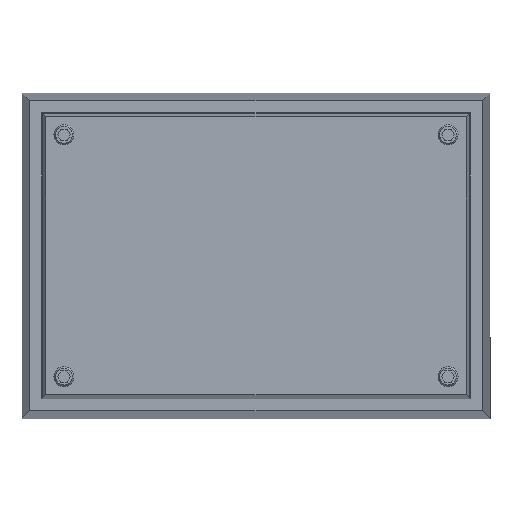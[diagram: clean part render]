
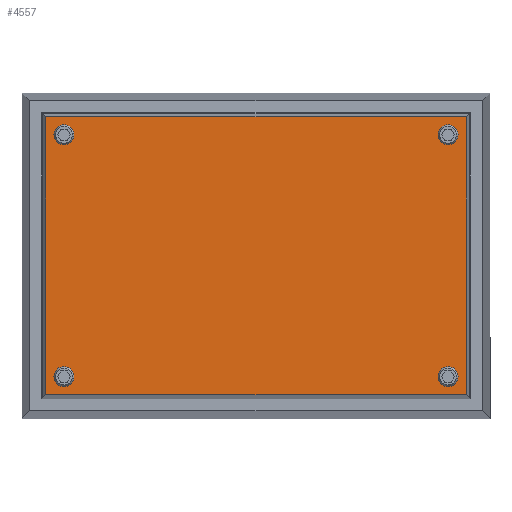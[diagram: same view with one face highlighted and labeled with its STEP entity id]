
A CAD part, top view. The second image highlights one B-rep face of the part: STEP entity #4557.
In plain terms, the highlighted planar face has unit normal (0, 0, 1).
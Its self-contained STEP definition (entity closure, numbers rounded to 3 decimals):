
#225 = EDGE_CURVE ( 'NONE', #2851, #11098, #19316, .T. ) ;
#243 = CARTESIAN_POINT ( 'NONE',  ( 285.003, 15.003, 0. ) ) ;
#888 = DIRECTION ( 'NONE',  ( 0., -1., 0. ) ) ;
#1068 = EDGE_CURVE ( 'NONE', #14331, #9931, #13112, .T. ) ;
#1431 = CARTESIAN_POINT ( 'NONE',  ( 17.747, 184.997, 0. ) ) ;
#1469 = VERTEX_POINT ( 'NONE', #11413 ) ;
#1591 = AXIS2_PLACEMENT_3D ( 'NONE', #13109, #15175, #5388 ) ;
#2106 = ORIENTED_EDGE ( 'NONE', *, *, #25034, .F. ) ;
#2131 = EDGE_CURVE ( 'NONE', #19019, #22176, #20596, .T. ) ;
#2191 = VECTOR ( 'NONE', #19843, 1000. ) ;
#2552 = CARTESIAN_POINT ( 'NONE',  ( 14.997, 15.003, 0. ) ) ;
#2707 = VERTEX_POINT ( 'NONE', #17983 ) ;
#2851 = VERTEX_POINT ( 'NONE', #1431 ) ;
#2982 = CARTESIAN_POINT ( 'NONE',  ( 2.292, 197.708, 0. ) ) ;
#3497 = DIRECTION ( 'NONE',  ( 0., 0., 1. ) ) ;
#3520 = EDGE_CURVE ( 'NONE', #4206, #2707, #14401, .T. ) ;
#3759 = CARTESIAN_POINT ( 'NONE',  ( 0., 0., 0. ) ) ;
#4132 = LINE ( 'NONE', #11997, #2191 ) ;
#4206 = VERTEX_POINT ( 'NONE', #20590 ) ;
#4224 = CARTESIAN_POINT ( 'NONE',  ( 297.708, 197.708, 0. ) ) ;
#4409 = CARTESIAN_POINT ( 'NONE',  ( 285.003, 184.997, 0. ) ) ;
#4557 = ADVANCED_FACE ( 'NONE', ( #13298, #24788, #9446, #15109, #21413 ), #21285, .F. ) ;
#4613 = AXIS2_PLACEMENT_3D ( 'NONE', #13668, #15347, #5430 ) ;
#4693 = EDGE_LOOP ( 'NONE', ( #8504, #13656 ) ) ;
#4734 = CIRCLE ( 'NONE', #17913, 2.75 ) ;
#5064 = VECTOR ( 'NONE', #11188, 1000. ) ;
#5240 = ORIENTED_EDGE ( 'NONE', *, *, #2131, .T. ) ;
#5323 = CARTESIAN_POINT ( 'NONE',  ( 14.997, 184.997, 0. ) ) ;
#5380 = LINE ( 'NONE', #24835, #5064 ) ;
#5388 = DIRECTION ( 'NONE',  ( 1., 0., 0. ) ) ;
#5430 = DIRECTION ( 'NONE',  ( 1., 0., 0. ) ) ;
#5673 = VERTEX_POINT ( 'NONE', #7099 ) ;
#5808 = CARTESIAN_POINT ( 'NONE',  ( 12.247, 184.997, 0. ) ) ;
#5977 = DIRECTION ( 'NONE',  ( 1., 0., 0. ) ) ;
#6659 = EDGE_CURVE ( 'NONE', #9931, #14331, #24463, .T. ) ;
#6902 = CARTESIAN_POINT ( 'NONE',  ( 2.292, 2.292, 0. ) ) ;
#7099 = CARTESIAN_POINT ( 'NONE',  ( 287.753, 15.003, 0. ) ) ;
#7570 = CIRCLE ( 'NONE', #15818, 2.75 ) ;
#8081 = DIRECTION ( 'NONE',  ( 0., 0., 1. ) ) ;
#8465 = DIRECTION ( 'NONE',  ( 1., 0., 0. ) ) ;
#8504 = ORIENTED_EDGE ( 'NONE', *, *, #3520, .F. ) ;
#8921 = ORIENTED_EDGE ( 'NONE', *, *, #16865, .T. ) ;
#9003 = VERTEX_POINT ( 'NONE', #21660 ) ;
#9446 = FACE_BOUND ( 'NONE', #4693, .T. ) ;
#9458 = CARTESIAN_POINT ( 'NONE',  ( 12.247, 15.003, 0. ) ) ;
#9931 = VERTEX_POINT ( 'NONE', #21611 ) ;
#10425 = DIRECTION ( 'NONE',  ( 1., 0., 0. ) ) ;
#10689 = CARTESIAN_POINT ( 'NONE',  ( 2.292, 2.292, 0. ) ) ;
#11098 = VERTEX_POINT ( 'NONE', #5808 ) ;
#11188 = DIRECTION ( 'NONE',  ( -1., 0., 0. ) ) ;
#11380 = DIRECTION ( 'NONE',  ( -1., 0., 0. ) ) ;
#11413 = CARTESIAN_POINT ( 'NONE',  ( 297.708, 2.292, 0. ) ) ;
#11650 = EDGE_LOOP ( 'NONE', ( #18654, #16634 ) ) ;
#11997 = CARTESIAN_POINT ( 'NONE',  ( 297.708, 2.292, 0. ) ) ;
#12138 = AXIS2_PLACEMENT_3D ( 'NONE', #2552, #18279, #10425 ) ;
#12755 = EDGE_CURVE ( 'NONE', #22176, #1469, #22097, .T. ) ;
#13109 = CARTESIAN_POINT ( 'NONE',  ( 14.997, 15.003, 0. ) ) ;
#13112 = CIRCLE ( 'NONE', #1591, 2.75 ) ;
#13165 = CIRCLE ( 'NONE', #22610, 2.75 ) ;
#13298 = FACE_BOUND ( 'NONE', #11650, .T. ) ;
#13599 = EDGE_CURVE ( 'NONE', #2707, #4206, #13165, .T. ) ;
#13656 = ORIENTED_EDGE ( 'NONE', *, *, #13599, .F. ) ;
#13668 = CARTESIAN_POINT ( 'NONE',  ( 14.997, 184.997, 0. ) ) ;
#13683 = DIRECTION ( 'NONE',  ( 1., 0., 0. ) ) ;
#13994 = CARTESIAN_POINT ( 'NONE',  ( 285.003, 15.003, 0. ) ) ;
#14005 = AXIS2_PLACEMENT_3D ( 'NONE', #21519, #19610, #13683 ) ;
#14042 = EDGE_LOOP ( 'NONE', ( #22281, #15467 ) ) ;
#14157 = DIRECTION ( 'NONE',  ( 1., 0., 0. ) ) ;
#14331 = VERTEX_POINT ( 'NONE', #9458 ) ;
#14401 = CIRCLE ( 'NONE', #14005, 2.75 ) ;
#15109 = FACE_BOUND ( 'NONE', #16208, .T. ) ;
#15175 = DIRECTION ( 'NONE',  ( 0., 0., 1. ) ) ;
#15347 = DIRECTION ( 'NONE',  ( 0., 0., 1. ) ) ;
#15467 = ORIENTED_EDGE ( 'NONE', *, *, #17161, .F. ) ;
#15818 = AXIS2_PLACEMENT_3D ( 'NONE', #13994, #8081, #22211 ) ;
#16070 = ORIENTED_EDGE ( 'NONE', *, *, #225, .F. ) ;
#16208 = EDGE_LOOP ( 'NONE', ( #16070, #2106 ) ) ;
#16376 = EDGE_CURVE ( 'NONE', #22326, #19019, #5380, .T. ) ;
#16634 = ORIENTED_EDGE ( 'NONE', *, *, #1068, .F. ) ;
#16865 = EDGE_CURVE ( 'NONE', #1469, #22326, #4132, .T. ) ;
#17161 = EDGE_CURVE ( 'NONE', #9003, #5673, #7570, .T. ) ;
#17478 = ORIENTED_EDGE ( 'NONE', *, *, #16376, .T. ) ;
#17632 = VECTOR ( 'NONE', #8465, 1000. ) ;
#17913 = AXIS2_PLACEMENT_3D ( 'NONE', #243, #21609, #14157 ) ;
#17983 = CARTESIAN_POINT ( 'NONE',  ( 282.253, 184.997, 0. ) ) ;
#17990 = VECTOR ( 'NONE', #888, 1000. ) ;
#18279 = DIRECTION ( 'NONE',  ( 0., 0., 1. ) ) ;
#18331 = DIRECTION ( 'NONE',  ( 0., 0., 1. ) ) ;
#18654 = ORIENTED_EDGE ( 'NONE', *, *, #6659, .F. ) ;
#18736 = AXIS2_PLACEMENT_3D ( 'NONE', #3759, #22833, #11380 ) ;
#18984 = EDGE_LOOP ( 'NONE', ( #8921, #17478, #5240, #23931 ) ) ;
#19019 = VERTEX_POINT ( 'NONE', #2982 ) ;
#19093 = DIRECTION ( 'NONE',  ( 1., 0., 0. ) ) ;
#19316 = CIRCLE ( 'NONE', #19749, 2.75 ) ;
#19442 = EDGE_CURVE ( 'NONE', #5673, #9003, #4734, .T. ) ;
#19610 = DIRECTION ( 'NONE',  ( 0., 0., 1. ) ) ;
#19749 = AXIS2_PLACEMENT_3D ( 'NONE', #5323, #3497, #19093 ) ;
#19843 = DIRECTION ( 'NONE',  ( 0., 1., 0. ) ) ;
#20276 = CIRCLE ( 'NONE', #4613, 2.75 ) ;
#20590 = CARTESIAN_POINT ( 'NONE',  ( 287.753, 184.997, 0. ) ) ;
#20596 = LINE ( 'NONE', #10689, #17990 ) ;
#21094 = CARTESIAN_POINT ( 'NONE',  ( 2.292, 2.292, 0. ) ) ;
#21285 = PLANE ( 'NONE',  #18736 ) ;
#21413 = FACE_OUTER_BOUND ( 'NONE', #18984, .T. ) ;
#21519 = CARTESIAN_POINT ( 'NONE',  ( 285.003, 184.997, 0. ) ) ;
#21609 = DIRECTION ( 'NONE',  ( 0., 0., 1. ) ) ;
#21611 = CARTESIAN_POINT ( 'NONE',  ( 17.747, 15.003, 0. ) ) ;
#21660 = CARTESIAN_POINT ( 'NONE',  ( 282.253, 15.003, 0. ) ) ;
#22097 = LINE ( 'NONE', #6902, #17632 ) ;
#22176 = VERTEX_POINT ( 'NONE', #21094 ) ;
#22211 = DIRECTION ( 'NONE',  ( 1., 0., 0. ) ) ;
#22281 = ORIENTED_EDGE ( 'NONE', *, *, #19442, .F. ) ;
#22326 = VERTEX_POINT ( 'NONE', #4224 ) ;
#22610 = AXIS2_PLACEMENT_3D ( 'NONE', #4409, #18331, #5977 ) ;
#22833 = DIRECTION ( 'NONE',  ( 0., 0., -1. ) ) ;
#23931 = ORIENTED_EDGE ( 'NONE', *, *, #12755, .T. ) ;
#24463 = CIRCLE ( 'NONE', #12138, 2.75 ) ;
#24788 = FACE_BOUND ( 'NONE', #14042, .T. ) ;
#24835 = CARTESIAN_POINT ( 'NONE',  ( 2.292, 197.708, 0. ) ) ;
#25034 = EDGE_CURVE ( 'NONE', #11098, #2851, #20276, .T. ) ;
